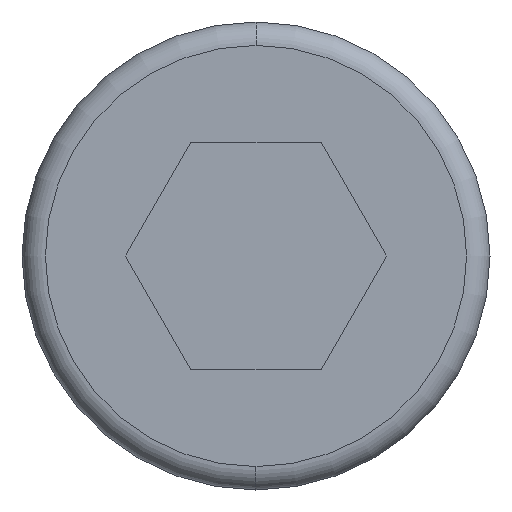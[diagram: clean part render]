
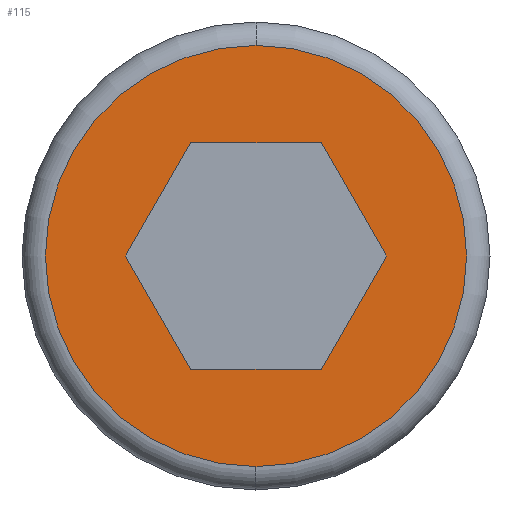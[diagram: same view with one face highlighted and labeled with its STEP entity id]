
A CAD part, left-side view. The second image highlights one B-rep face of the part: STEP entity #115.
In plain terms, the highlighted planar face has unit normal (-1, 0, 0).
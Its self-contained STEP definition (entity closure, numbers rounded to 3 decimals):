
#2 = VECTOR ( 'NONE', #133, 1000. ) ;
#8 = CARTESIAN_POINT ( 'NONE',  ( -4.82, 1.155, 2. ) ) ;
#13 = CARTESIAN_POINT ( 'NONE',  ( -4.82, 3.726, 2. ) ) ;
#17 = EDGE_CURVE ( 'E4', #52, #509, #69, .T. ) ;
#28 = LINE ( 'NONE', #310, #237 ) ;
#30 = ORIENTED_EDGE ( 'NONE', *, *, #370, .F. ) ;
#34 = ORIENTED_EDGE ( 'NONE', *, *, #108, .F. ) ;
#52 = VERTEX_POINT ( 'NONE', #299 ) ;
#56 = CARTESIAN_POINT ( 'NONE',  ( -4.82, 2.309, 0. ) ) ;
#69 = CIRCLE ( 'NONE', #344, 3.726 ) ;
#89 = VECTOR ( 'NONE', #134, 1000. ) ;
#91 = EDGE_LOOP ( 'NONE', ( #211, #30, #34, #219, #428, #186 ) ) ;
#94 = DIRECTION ( 'NONE',  ( 1., 0., 0. ) ) ;
#96 = DIRECTION ( 'NONE',  ( 0., 0.5, -0.866 ) ) ;
#101 = EDGE_CURVE ( 'E46', #257, #205, #127, .T. ) ;
#108 = EDGE_CURVE ( 'E25', #175, #358, #112, .T. ) ;
#112 = LINE ( 'NONE', #498, #2 ) ;
#115 = ADVANCED_FACE ( 'E3', ( #524, #238 ), #262, .F. ) ;
#127 = LINE ( 'NONE', #13, #332 ) ;
#133 = DIRECTION ( 'NONE',  ( 0., -1., 0. ) ) ;
#134 = DIRECTION ( 'NONE',  ( 0., 0.5, 0.866 ) ) ;
#135 = EDGE_CURVE ( 'E32', #254, #175, #191, .T. ) ;
#143 = DIRECTION ( 'NONE',  ( 0., 0., 1. ) ) ;
#153 = AXIS2_PLACEMENT_3D ( 'NONE', #336, #94, #418 ) ;
#167 = EDGE_CURVE ( 'E11', #255, #257, #313, .T. ) ;
#170 = DIRECTION ( 'NONE',  ( 0., 0., 1. ) ) ;
#173 = DIRECTION ( 'NONE',  ( -1., 0., 0. ) ) ;
#175 = VERTEX_POINT ( 'NONE', #423 ) ;
#181 = CARTESIAN_POINT ( 'NONE',  ( -4.82, 2.664, 0.613 ) ) ;
#184 = CARTESIAN_POINT ( 'NONE',  ( -4.82, 0., 0. ) ) ;
#186 = ORIENTED_EDGE ( 'NONE', *, *, #101, .F. ) ;
#191 = LINE ( 'NONE', #181, #197 ) ;
#196 = CARTESIAN_POINT ( 'NONE',  ( -4.82, -1.155, -2. ) ) ;
#197 = VECTOR ( 'NONE', #259, 1000. ) ;
#205 = VERTEX_POINT ( 'NONE', #8 ) ;
#207 = CARTESIAN_POINT ( 'NONE',  ( -4.82, 0., 3.726 ) ) ;
#209 = LINE ( 'NONE', #316, #327 ) ;
#211 = ORIENTED_EDGE ( 'NONE', *, *, #167, .F. ) ;
#219 = ORIENTED_EDGE ( 'NONE', *, *, #135, .F. ) ;
#221 = AXIS2_PLACEMENT_3D ( 'NONE', #184, #470, #143 ) ;
#225 = EDGE_CURVE ( 'E39', #205, #254, #28, .T. ) ;
#227 = CARTESIAN_POINT ( 'NONE',  ( -4.82, -1.155, 2. ) ) ;
#237 = VECTOR ( 'NONE', #96, 1000. ) ;
#238 = FACE_BOUND ( 'NONE', #91, .T. ) ;
#244 = DIRECTION ( 'NONE',  ( 0., -0.5, 0.866 ) ) ;
#246 = EDGE_LOOP ( 'NONE', ( #478, #309 ) ) ;
#254 = VERTEX_POINT ( 'NONE', #56 ) ;
#255 = VERTEX_POINT ( 'NONE', #511 ) ;
#257 = VERTEX_POINT ( 'NONE', #227 ) ;
#259 = DIRECTION ( 'NONE',  ( 0., -0.5, -0.866 ) ) ;
#262 = PLANE ( 'NONE',  #153 ) ;
#299 = CARTESIAN_POINT ( 'NONE',  ( -4.82, 0., -3.726 ) ) ;
#301 = CARTESIAN_POINT ( 'NONE',  ( -4.82, -0.801, 2.613 ) ) ;
#309 = ORIENTED_EDGE ( 'NONE', *, *, #17, .T. ) ;
#310 = CARTESIAN_POINT ( 'NONE',  ( -4.82, 2.664, -0.613 ) ) ;
#313 = LINE ( 'NONE', #301, #89 ) ;
#314 = EDGE_CURVE ( 'E4', #509, #52, #464, .T. ) ;
#316 = CARTESIAN_POINT ( 'NONE',  ( -4.82, -0.801, -2.613 ) ) ;
#327 = VECTOR ( 'NONE', #244, 1000. ) ;
#332 = VECTOR ( 'NONE', #339, 1000. ) ;
#336 = CARTESIAN_POINT ( 'NONE',  ( -4.82, 3.726, 0. ) ) ;
#339 = DIRECTION ( 'NONE',  ( 0., 1., 0. ) ) ;
#344 = AXIS2_PLACEMENT_3D ( 'NONE', #417, #173, #170 ) ;
#358 = VERTEX_POINT ( 'NONE', #196 ) ;
#370 = EDGE_CURVE ( 'E18', #358, #255, #209, .T. ) ;
#417 = CARTESIAN_POINT ( 'NONE',  ( -4.82, 0., 0. ) ) ;
#418 = DIRECTION ( 'NONE',  ( 0., 0., -1. ) ) ;
#423 = CARTESIAN_POINT ( 'NONE',  ( -4.82, 1.155, -2. ) ) ;
#428 = ORIENTED_EDGE ( 'NONE', *, *, #225, .F. ) ;
#464 = CIRCLE ( 'NONE', #221, 3.726 ) ;
#470 = DIRECTION ( 'NONE',  ( -1., 0., 0. ) ) ;
#478 = ORIENTED_EDGE ( 'NONE', *, *, #314, .T. ) ;
#498 = CARTESIAN_POINT ( 'NONE',  ( -4.82, 3.726, -2. ) ) ;
#509 = VERTEX_POINT ( 'NONE', #207 ) ;
#511 = CARTESIAN_POINT ( 'NONE',  ( -4.82, -2.309, 0. ) ) ;
#524 = FACE_OUTER_BOUND ( 'NONE', #246, .T. ) ;
